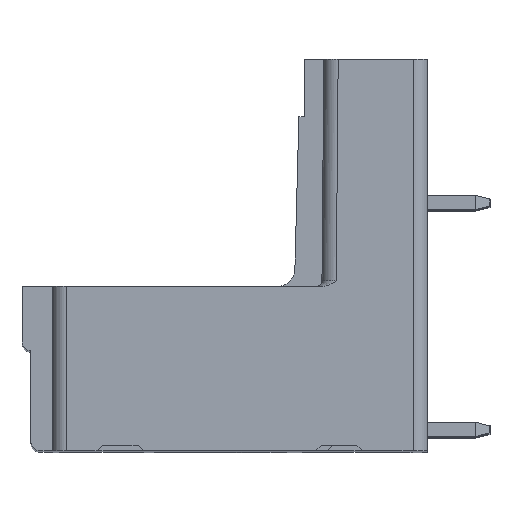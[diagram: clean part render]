
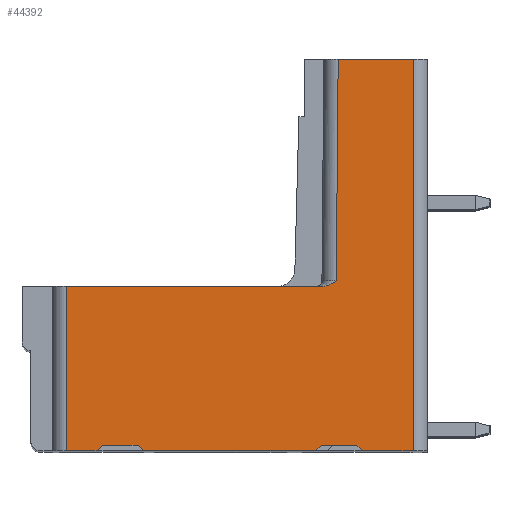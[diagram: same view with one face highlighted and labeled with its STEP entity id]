
A CAD part, top view. The second image highlights one B-rep face of the part: STEP entity #44392.
In plain terms, the highlighted planar face has unit normal (0, 0, 1).
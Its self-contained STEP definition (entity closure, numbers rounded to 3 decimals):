
#5388=DIRECTION('',(1.,0.,0.));
#5389=VECTOR('',#5388,1.7);
#5390=CARTESIAN_POINT('',(-20.194,0.,
-57.873));
#5391=LINE('',#5390,#5389);
#5412=DIRECTION('',(1.,0.,0.));
#5413=VECTOR('',#5412,9.65);
#5414=CARTESIAN_POINT('',(-15.894,0.,
-57.873));
#5415=LINE('',#5414,#5413);
#6316=DIRECTION('',(-1.,0.,0.));
#6317=VECTOR('',#6316,14.337);
#6318=CARTESIAN_POINT('',(-5.857,9.2,
-57.873));
#6319=LINE('',#6318,#6317);
#6637=CARTESIAN_POINT('',(-5.857,9.2,
-57.873));
#6638=CARTESIAN_POINT('',(-5.826,9.2,
-57.873));
#6639=CARTESIAN_POINT('',(-5.76,9.204,
-57.873));
#6640=CARTESIAN_POINT('',(-5.649,9.226,
-57.873));
#6641=CARTESIAN_POINT('',(-5.528,9.266,
-57.873));
#6642=CARTESIAN_POINT('',(-5.398,9.326,
-57.873));
#6643=CARTESIAN_POINT('',(-5.257,9.404,
-57.873));
#6644=CARTESIAN_POINT('',(-5.155,9.467,
-57.873));
#6645=CARTESIAN_POINT('',(-5.102,9.5,
-57.873));
#6647=DIRECTION('',(0.009,1.,0.));
#6648=VECTOR('',#6647,12.4);
#6649=CARTESIAN_POINT('',(-5.102,9.5,
-57.873));
#6650=LINE('',#6649,#6648);
#6651=DIRECTION('',(-1.,0.,0.));
#6652=VECTOR('',#6651,2.85);
#6653=CARTESIAN_POINT('',(-0.794,0.,
-57.873));
#6654=LINE('',#6653,#6652);
#6655=DIRECTION('',(-0.707,0.707,0.));
#6656=VECTOR('',#6655,0.424);
#6657=CARTESIAN_POINT('',(-3.644,0.,
-57.873));
#6658=LINE('',#6657,#6656);
#6659=DIRECTION('',(-1.,0.,0.));
#6660=VECTOR('',#6659,2.);
#6661=CARTESIAN_POINT('',(-3.944,0.3,
-57.873));
#6662=LINE('',#6661,#6660);
#6663=DIRECTION('',(-0.707,-0.707,0.));
#6664=VECTOR('',#6663,0.424);
#6665=CARTESIAN_POINT('',(-5.944,0.3,
-57.873));
#6666=LINE('',#6665,#6664);
#6667=DIRECTION('',(-0.707,0.707,0.));
#6668=VECTOR('',#6667,0.424);
#6669=CARTESIAN_POINT('',(-15.894,0.,
-57.873));
#6670=LINE('',#6669,#6668);
#6671=DIRECTION('',(-1.,0.,0.));
#6672=VECTOR('',#6671,2.);
#6673=CARTESIAN_POINT('',(-16.194,0.3,
-57.873));
#6674=LINE('',#6673,#6672);
#6675=DIRECTION('',(-0.707,-0.707,0.));
#6676=VECTOR('',#6675,0.424);
#6677=CARTESIAN_POINT('',(-18.194,0.3,
-57.873));
#6678=LINE('',#6677,#6676);
#6679=CARTESIAN_POINT('',(-5.857,9.2,
-57.873));
#7042=DIRECTION('',(-1.,0.,0.));
#7043=VECTOR('',#7042,4.2);
#7044=CARTESIAN_POINT('',(-0.794,21.9,-57.873));
#7045=LINE('',#7044,#7043);
#17680=DIRECTION('',(0.,1.,0.));
#17681=VECTOR('',#17680,21.9);
#17682=CARTESIAN_POINT('',(-0.794,0.,
-57.873));
#17683=LINE('',#17682,#17681);
#17705=DIRECTION('',(0.,-1.,0.));
#17706=VECTOR('',#17705,9.2);
#17707=CARTESIAN_POINT('',(-20.194,9.2,-57.873));
#17708=LINE('',#17707,#17706);
#27877=VERTEX_POINT('',#6679);
#27878=CARTESIAN_POINT('',(-20.194,9.2,-57.873));
#27879=VERTEX_POINT('',#27878);
#27930=CARTESIAN_POINT('',(-0.794,21.9,-57.873));
#27931=VERTEX_POINT('',#27930);
#27932=CARTESIAN_POINT('',(-4.994,21.9,-57.873));
#27933=VERTEX_POINT('',#27932);
#28299=CARTESIAN_POINT('',(-20.194,0.,
-57.873));
#28300=VERTEX_POINT('',#28299);
#28301=CARTESIAN_POINT('',(-18.494,0.,
-57.873));
#28302=VERTEX_POINT('',#28301);
#28315=CARTESIAN_POINT('',(-15.894,0.,
-57.873));
#28316=VERTEX_POINT('',#28315);
#28317=CARTESIAN_POINT('',(-6.244,0.,
-57.873));
#28318=VERTEX_POINT('',#28317);
#28323=CARTESIAN_POINT('',(-3.644,0.,
-57.873));
#28324=VERTEX_POINT('',#28323);
#28325=CARTESIAN_POINT('',(-0.794,0.,
-57.873));
#28326=VERTEX_POINT('',#28325);
#28419=VERTEX_POINT('',#6645);
#28420=CARTESIAN_POINT('',(-3.944,0.3,
-57.873));
#28421=VERTEX_POINT('',#28420);
#28422=CARTESIAN_POINT('',(-5.944,0.3,
-57.873));
#28423=VERTEX_POINT('',#28422);
#28424=CARTESIAN_POINT('',(-16.194,0.3,
-57.873));
#28425=VERTEX_POINT('',#28424);
#28426=CARTESIAN_POINT('',(-18.194,0.3,
-57.873));
#28427=VERTEX_POINT('',#28426);
#44362=CARTESIAN_POINT('',(-6.202,9.5,-57.873));
#44363=DIRECTION('',(0.,0.,1.));
#44364=DIRECTION('',(-1.,0.,0.));
#44365=AXIS2_PLACEMENT_3D('',#44362,#44363,#44364);
#44366=PLANE('',#44365);
#44367=ORIENTED_EDGE('',*,*,#43469,.F.);
#44369=ORIENTED_EDGE('',*,*,#44368,.T.);
#44371=ORIENTED_EDGE('',*,*,#44370,.T.);
#44373=ORIENTED_EDGE('',*,*,#44372,.F.);
#44375=ORIENTED_EDGE('',*,*,#44374,.F.);
#44376=ORIENTED_EDGE('',*,*,#42575,.T.);
#44378=ORIENTED_EDGE('',*,*,#44377,.T.);
#44380=ORIENTED_EDGE('',*,*,#44379,.T.);
#44382=ORIENTED_EDGE('',*,*,#44381,.T.);
#44383=ORIENTED_EDGE('',*,*,#42551,.F.);
#44384=ORIENTED_EDGE('',*,*,#44329,.T.);
#44385=ORIENTED_EDGE('',*,*,#44343,.T.);
#44386=ORIENTED_EDGE('',*,*,#44356,.T.);
#44387=ORIENTED_EDGE('',*,*,#42535,.F.);
#44389=ORIENTED_EDGE('',*,*,#44388,.F.);
#44390=EDGE_LOOP('',(#44367,#44369,#44371,#44373,#44375,#44376,#44378,#44380,
#44382,#44383,#44384,#44385,#44386,#44387,#44389));
#44391=FACE_OUTER_BOUND('',#44390,.F.);
#44392=ADVANCED_FACE('',(#44391),#44366,.T.);
#6646=B_SPLINE_CURVE_WITH_KNOTS('',3,(#6637,#6638,#6639,#6640,#6641,#6642,#6643,
#6644,#6645),.UNSPECIFIED.,.F.,.F.,(4,1,1,1,1,1,4),(0.,0.167,
0.333,0.5,0.667,0.833,1.),
.UNSPECIFIED.);
#42535=EDGE_CURVE('',#28300,#28302,#5391,.T.);
#42551=EDGE_CURVE('',#28316,#28318,#5415,.T.);
#42575=EDGE_CURVE('',#28326,#28324,#6654,.T.);
#43469=EDGE_CURVE('',#27877,#27879,#6319,.T.);
#44329=EDGE_CURVE('',#28316,#28425,#6670,.T.);
#44343=EDGE_CURVE('',#28425,#28427,#6674,.T.);
#44356=EDGE_CURVE('',#28427,#28302,#6678,.T.);
#44368=EDGE_CURVE('',#27877,#28419,#6646,.T.);
#44370=EDGE_CURVE('',#28419,#27933,#6650,.T.);
#44372=EDGE_CURVE('',#27931,#27933,#7045,.T.);
#44374=EDGE_CURVE('',#28326,#27931,#17683,.T.);
#44377=EDGE_CURVE('',#28324,#28421,#6658,.T.);
#44379=EDGE_CURVE('',#28421,#28423,#6662,.T.);
#44381=EDGE_CURVE('',#28423,#28318,#6666,.T.);
#44388=EDGE_CURVE('',#27879,#28300,#17708,.T.);
